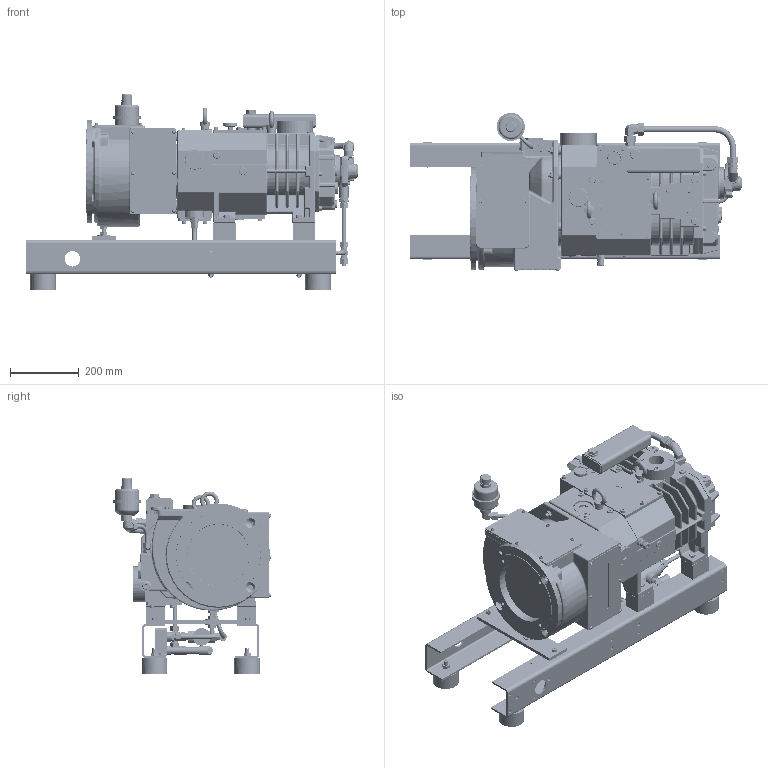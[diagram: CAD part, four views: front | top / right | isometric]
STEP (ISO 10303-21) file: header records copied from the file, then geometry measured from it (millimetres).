
FILE_DESCRIPTION(/* description */ (''),/* implementation_level */ '2;1');
FILE_NAME(/* name */ 'PU900040.stp',/* time_stamp */ '2020-05-28T09:18:45+02:00',/* author */ ('JOHLE'),/* organization */ (''),/* preprocessor_version */ 'ST-DEVELOPER v17',/* originating_system */ 'Autodesk Inventor 2018',/* authorisation */ '');
FILE_SCHEMA (('AUTOMOTIVE_DESIGN { 1 0 10303 214 3 1 1 }'));
Products named in the file (1): PU 900 040
Bounding box: 965.35 x 460.17 x 568.7 mm (x, y, z)
Volume: 56499374.3 mm3; surface area: 2875012.9 mm2
Topology: 9 solids, 15 shells, 4953 faces, 12394 edges, 7574 vertices
Faces by surface type: plane 2134, cylinder 1298, cone 556, torus 371, bspline 369, sphere 225
Full cylindrical faces by diameter (mm): 4 x5, 5 x2, 6 x1, 6.5 x2, 6.75 x1, 6.8 x17, 7 x4, 8 x16, 8.5 x8, 9.5 x2, 9.728 x1, 10 x14, 10.2 x10, 10.3 x1, 12 x22, 13 x36, 13.5 x4, 14 x7, 15 x8, 15.015 x2, 16 x1, 16.662 x2, 17 x5, 17.5 x3, 18 x13, 18.3 x1, 18.631 x2, 19 x8, 20 x1, 20.667 x1
Entity records: 175947 total; most frequent: CARTESIAN_POINT 60467, DIRECTION 24677, ORIENTED_EDGE 24280, EDGE_CURVE 12140, AXIS2_PLACEMENT_3D 9627, VERTEX_POINT 7574, LINE 5423, VECTOR 5423
